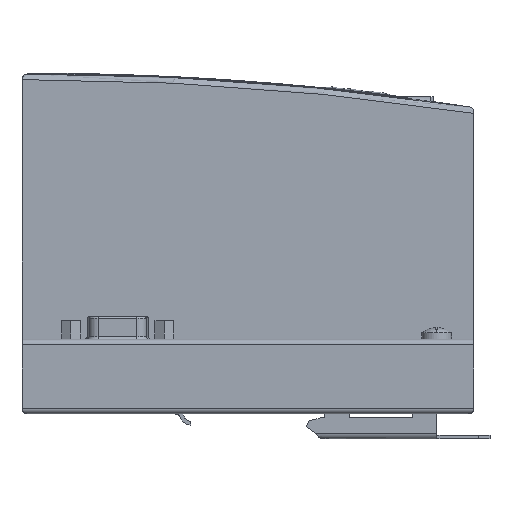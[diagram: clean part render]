
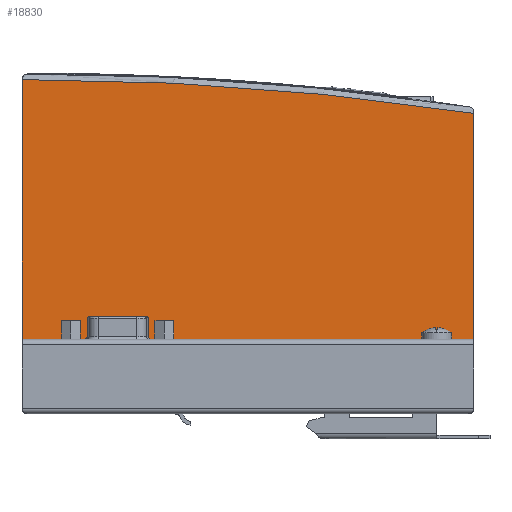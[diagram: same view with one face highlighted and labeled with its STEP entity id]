
A CAD part, left-side view. The second image highlights one B-rep face of the part: STEP entity #18830.
In plain terms, the highlighted planar face has unit normal (-1, 0, 0).
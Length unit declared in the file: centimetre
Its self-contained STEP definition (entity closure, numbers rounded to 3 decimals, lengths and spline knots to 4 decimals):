
#18297=CARTESIAN_POINT('',(-2.9,-5.9,0.15));
#18298=DIRECTION('',(-1.,0.,0.));
#18299=DIRECTION('',(0.,0.,-1.));
#18300=AXIS2_PLACEMENT_3D('',#18297,#18298,#18299);
#18305=DIRECTION('',(0.,-1.,0.));
#18306=VECTOR('',#18305,11.8);
#18307=CARTESIAN_POINT('',(-2.9,5.9,0.));
#18308=LINE('',#18307,#18306);
#18312=CARTESIAN_POINT('',(-2.9,5.9,0.15));
#18313=DIRECTION('',(-1.,0.,0.));
#18314=DIRECTION('',(0.,1.,0.));
#18315=AXIS2_PLACEMENT_3D('',#18312,#18313,#18314);
#18320=DIRECTION('',(0.,0.,-1.));
#18321=VECTOR('',#18320,8.8001);
#18322=CARTESIAN_POINT('',(-2.9,6.05,
8.9501));
#18323=LINE('',#18322,#18321);
#18327=CARTESIAN_POINT('',(-2.9,5.9169,-70.8999));
#18328=DIRECTION('',(-1.,0.,0.));
#18329=DIRECTION('',(0.,-0.15,0.989));
#18330=AXIS2_PLACEMENT_3D('',#18327,#18328,#18329);
#18335=DIRECTION('',(0.,0.,1.));
#18336=VECTOR('',#18335,7.8983);
#18337=CARTESIAN_POINT('',(-2.9,-6.05,0.15));
#18338=LINE('',#18337,#18336);
#18675=CARTESIAN_POINT('',(-2.9,-6.05,0.15));
#18676=VERTEX_POINT('',#18675);
#18677=CARTESIAN_POINT('',(-2.9,-5.9,0.));
#18678=VERTEX_POINT('',#18677);
#18679=CARTESIAN_POINT('',(-2.9,5.9,0.));
#18680=VERTEX_POINT('',#18679);
#18683=CARTESIAN_POINT('',(-2.9001,-6.05,8.0483));
#18684=VERTEX_POINT('',#18683);
#18685=CARTESIAN_POINT('',(-2.9,6.05,8.95));
#18686=VERTEX_POINT('',#18685);
#18687=CARTESIAN_POINT('',(-2.9,6.05,0.15));
#18688=VERTEX_POINT('',#18687);
#18813=CARTESIAN_POINT('',(-2.9,0.1281,4.3749));
#18814=DIRECTION('',(1.,0.,0.));
#18815=DIRECTION('',(0.,1.,0.));
#18816=AXIS2_PLACEMENT_3D('',#18813,#18814,#18815);
#18817=PLANE('',#18816);
#18818=ORIENTED_EDGE('',*,*,#18759,.F.);
#18820=ORIENTED_EDGE('',*,*,#18819,.F.);
#18822=ORIENTED_EDGE('',*,*,#18821,.F.);
#18824=ORIENTED_EDGE('',*,*,#18823,.F.);
#18826=ORIENTED_EDGE('',*,*,#18825,.F.);
#18827=ORIENTED_EDGE('',*,*,#18795,.F.);
#18828=EDGE_LOOP('',(#18818,#18820,#18822,#18824,#18826,#18827));
#18829=FACE_OUTER_BOUND('',#18828,.F.);
#18830=ADVANCED_FACE('',(#18829),#18817,.F.);
#18301=CIRCLE('',#18300,0.15);
#18316=CIRCLE('',#18315,0.15);
#18331=CIRCLE('',#18330,79.85);
#18759=EDGE_CURVE('',#18678,#18676,#18301,.T.);
#18795=EDGE_CURVE('',#18676,#18684,#18338,.T.);
#18819=EDGE_CURVE('',#18680,#18678,#18308,.T.);
#18821=EDGE_CURVE('',#18688,#18680,#18316,.T.);
#18823=EDGE_CURVE('',#18686,#18688,#18323,.T.);
#18825=EDGE_CURVE('',#18684,#18686,#18331,.T.);
